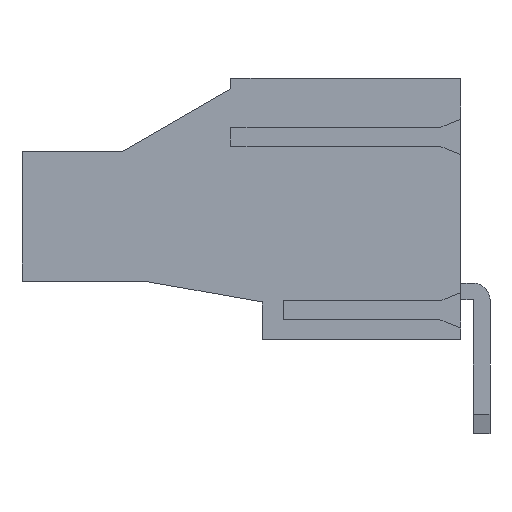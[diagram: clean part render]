
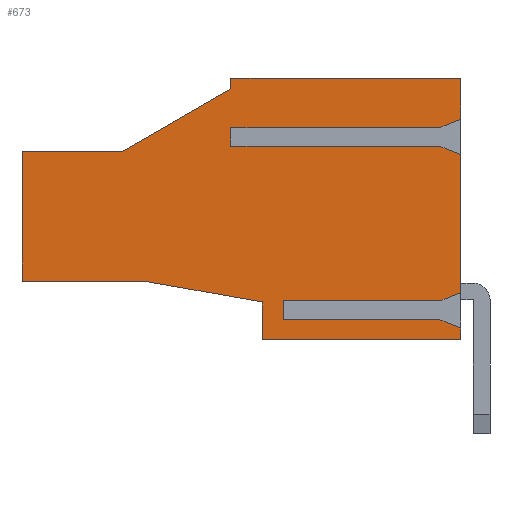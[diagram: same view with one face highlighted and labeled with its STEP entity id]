
A CAD part, left-side view. The second image highlights one B-rep face of the part: STEP entity #673.
In plain terms, the highlighted planar face has unit normal (-1, 0, 0).
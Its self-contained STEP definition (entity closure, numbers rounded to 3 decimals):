
#673 = ADVANCED_FACE( '', ( #1454 ), #1455, .T. );
#1454 = FACE_OUTER_BOUND( '', #2340, .T. );
#1455 = PLANE( '', #2341 );
#2340 = EDGE_LOOP( '', ( #4356, #4357, #4358, #4359, #4360, #4361, #4362, #4363, #4364, #4365, #4366, #4367, #4368, #4369, #4370, #4371, #4372, #4373, #4374, #4375, #4376, #4377 ) );
#2341 = AXIS2_PLACEMENT_3D( '', #4378, #4379, #4380 );
#4356 = ORIENTED_EDGE( '', *, *, #6134, .T. );
#4357 = ORIENTED_EDGE( '', *, *, #6032, .T. );
#4358 = ORIENTED_EDGE( '', *, *, #6019, .T. );
#4359 = ORIENTED_EDGE( '', *, *, #6135, .T. );
#4360 = ORIENTED_EDGE( '', *, *, #5954, .T. );
#4361 = ORIENTED_EDGE( '', *, *, #5313, .T. );
#4362 = ORIENTED_EDGE( '', *, *, #6136, .T. );
#4363 = ORIENTED_EDGE( '', *, *, #5932, .T. );
#4364 = ORIENTED_EDGE( '', *, *, #5744, .T. );
#4365 = ORIENTED_EDGE( '', *, *, #6137, .T. );
#4366 = ORIENTED_EDGE( '', *, *, #6138, .T. );
#4367 = ORIENTED_EDGE( '', *, *, #6112, .T. );
#4368 = ORIENTED_EDGE( '', *, *, #5698, .F. );
#4369 = ORIENTED_EDGE( '', *, *, #5508, .F. );
#4370 = ORIENTED_EDGE( '', *, *, #6038, .T. );
#4371 = ORIENTED_EDGE( '', *, *, #6139, .T. );
#4372 = ORIENTED_EDGE( '', *, *, #5998, .T. );
#4373 = ORIENTED_EDGE( '', *, *, #5375, .T. );
#4374 = ORIENTED_EDGE( '', *, *, #6029, .F. );
#4375 = ORIENTED_EDGE( '', *, *, #5769, .F. );
#4376 = ORIENTED_EDGE( '', *, *, #5548, .T. );
#4377 = ORIENTED_EDGE( '', *, *, #6140, .T. );
#4378 = CARTESIAN_POINT( '', ( -89.29, -83.045, -53.5 ) );
#4379 = DIRECTION( '', ( -1., 0., 0. ) );
#4380 = DIRECTION( '', ( 0., 1., 0. ) );
#5313 = EDGE_CURVE( '', #6371, #6375, #6377, .T. );
#5375 = EDGE_CURVE( '', #6491, #6489, #6492, .T. );
#5508 = EDGE_CURVE( '', #6719, #6720, #6721, .T. );
#5548 = EDGE_CURVE( '', #6789, #6787, #6790, .T. );
#5698 = EDGE_CURVE( '', #6720, #7031, #7032, .T. );
#5744 = EDGE_CURVE( '', #7102, #7100, #7103, .T. );
#5769 = EDGE_CURVE( '', #6789, #7143, #7144, .T. );
#5932 = EDGE_CURVE( '', #7379, #7102, #7380, .T. );
#5954 = EDGE_CURVE( '', #7409, #6371, #7410, .T. );
#5998 = EDGE_CURVE( '', #7476, #6491, #7477, .T. );
#6019 = EDGE_CURVE( '', #7504, #7505, #7506, .T. );
#6029 = EDGE_CURVE( '', #7143, #6489, #7519, .T. );
#6032 = EDGE_CURVE( '', #7522, #7504, #7523, .T. );
#6038 = EDGE_CURVE( '', #6719, #7530, #7531, .T. );
#6112 = EDGE_CURVE( '', #7621, #7031, #7622, .T. );
#6134 = EDGE_CURVE( '', #7647, #7522, #7648, .T. );
#6135 = EDGE_CURVE( '', #7505, #7409, #7649, .T. );
#6136 = EDGE_CURVE( '', #6375, #7379, #7650, .T. );
#6137 = EDGE_CURVE( '', #7100, #7651, #7652, .T. );
#6138 = EDGE_CURVE( '', #7651, #7621, #7653, .T. );
#6139 = EDGE_CURVE( '', #7530, #7476, #7654, .T. );
#6140 = EDGE_CURVE( '', #6787, #7647, #7655, .T. );
#6371 = VERTEX_POINT( '', #7925 );
#6375 = VERTEX_POINT( '', #7931 );
#6377 = LINE( '', #7934, #7935 );
#6489 = VERTEX_POINT( '', #8095 );
#6491 = VERTEX_POINT( '', #8098 );
#6492 = LINE( '', #8099, #8100 );
#6719 = VERTEX_POINT( '', #8418 );
#6720 = VERTEX_POINT( '', #8419 );
#6721 = LINE( '', #8420, #8421 );
#6787 = VERTEX_POINT( '', #8513 );
#6789 = VERTEX_POINT( '', #8516 );
#6790 = LINE( '', #8517, #8518 );
#7031 = VERTEX_POINT( '', #8870 );
#7032 = LINE( '', #8871, #8872 );
#7100 = VERTEX_POINT( '', #8973 );
#7102 = VERTEX_POINT( '', #8976 );
#7103 = LINE( '', #8977, #8978 );
#7143 = VERTEX_POINT( '', #9039 );
#7144 = LINE( '', #9040, #9041 );
#7379 = VERTEX_POINT( '', #9394 );
#7380 = LINE( '', #9395, #9396 );
#7409 = VERTEX_POINT( '', #9437 );
#7410 = LINE( '', #9438, #9439 );
#7476 = VERTEX_POINT( '', #9539 );
#7477 = LINE( '', #9540, #9541 );
#7504 = VERTEX_POINT( '', #9581 );
#7505 = VERTEX_POINT( '', #9582 );
#7506 = LINE( '', #9583, #9584 );
#7519 = LINE( '', #9603, #9604 );
#7522 = VERTEX_POINT( '', #9608 );
#7523 = LINE( '', #9609, #9610 );
#7530 = VERTEX_POINT( '', #9620 );
#7531 = LINE( '', #9621, #9622 );
#7621 = VERTEX_POINT( '', #9757 );
#7622 = LINE( '', #9758, #9759 );
#7647 = VERTEX_POINT( '', #9795 );
#7648 = LINE( '', #9796, #9797 );
#7649 = LINE( '', #9798, #9799 );
#7650 = LINE( '', #9800, #9801 );
#7651 = VERTEX_POINT( '', #9802 );
#7652 = LINE( '', #9803, #9804 );
#7653 = LINE( '', #9805, #9806 );
#7654 = LINE( '', #9807, #9808 );
#7655 = LINE( '', #9809, #9810 );
#7925 = CARTESIAN_POINT( '', ( -89.29, -83.045, -59.7 ) );
#7931 = CARTESIAN_POINT( '', ( -89.29, -88.874, -59.7 ) );
#7934 = CARTESIAN_POINT( '', ( -89.29, -88.874, -59.7 ) );
#7935 = VECTOR( '', #10110, 1000. );
#8095 = CARTESIAN_POINT( '', ( -89.29, -93.045, -53.25 ) );
#8098 = CARTESIAN_POINT( '', ( -89.29, -103.045, -53.25 ) );
#8099 = CARTESIAN_POINT( '', ( -89.29, -104.045, -53.25 ) );
#8100 = VECTOR( '', #10169, 1000. );
#8418 = CARTESIAN_POINT( '', ( -89.29, -103.045, -60.65 ) );
#8419 = CARTESIAN_POINT( '', ( -89.29, -95.545, -60.65 ) );
#8420 = CARTESIAN_POINT( '', ( -89.29, -106.545, -60.65 ) );
#8421 = VECTOR( '', #10306, 1000. );
#8513 = CARTESIAN_POINT( '', ( -89.29, -104.045, -51.956 ) );
#8516 = CARTESIAN_POINT( '', ( -89.29, -103.045, -52.35 ) );
#8517 = CARTESIAN_POINT( '', ( -89.29, -85.344, -59.329 ) );
#8518 = VECTOR( '', #10349, 1000. );
#8870 = CARTESIAN_POINT( '', ( -89.29, -95.545, -61.55 ) );
#8871 = CARTESIAN_POINT( '', ( -89.29, -95.545, -61.55 ) );
#8872 = VECTOR( '', #10479, 1000. );
#8973 = CARTESIAN_POINT( '', ( -89.29, -104.045, -62.5 ) );
#8976 = CARTESIAN_POINT( '', ( -89.29, -94.545, -62.5 ) );
#8977 = CARTESIAN_POINT( '', ( -89.29, -104.045, -62.5 ) );
#8978 = VECTOR( '', #10520, 1000. );
#9039 = CARTESIAN_POINT( '', ( -89.29, -93.045, -52.35 ) );
#9040 = CARTESIAN_POINT( '', ( -89.29, -104.045, -52.35 ) );
#9041 = VECTOR( '', #10542, 1000. );
#9394 = CARTESIAN_POINT( '', ( -89.29, -94.545, -60.7 ) );
#9395 = CARTESIAN_POINT( '', ( -89.29, -94.545, -62.5 ) );
#9396 = VECTOR( '', #10679, 1000. );
#9437 = CARTESIAN_POINT( '', ( -89.29, -83.045, -53.5 ) );
#9438 = CARTESIAN_POINT( '', ( -89.29, -83.045, -59.7 ) );
#9439 = VECTOR( '', #10701, 1000. );
#9539 = CARTESIAN_POINT( '', ( -89.29, -104.045, -53.644 ) );
#9540 = CARTESIAN_POINT( '', ( -89.29, -85.821, -46.459 ) );
#9541 = VECTOR( '', #10745, 1000. );
#9581 = CARTESIAN_POINT( '', ( -89.29, -93.045, -50.5 ) );
#9582 = CARTESIAN_POINT( '', ( -89.29, -87.849, -53.5 ) );
#9583 = CARTESIAN_POINT( '', ( -89.29, -87.849, -53.5 ) );
#9584 = VECTOR( '', #10762, 1000. );
#9603 = CARTESIAN_POINT( '', ( -89.29, -93.045, -53.25 ) );
#9604 = VECTOR( '', #10769, 1000. );
#9608 = CARTESIAN_POINT( '', ( -89.29, -93.045, -50. ) );
#9609 = CARTESIAN_POINT( '', ( -89.29, -93.045, -50.5 ) );
#9610 = VECTOR( '', #10771, 1000. );
#9620 = CARTESIAN_POINT( '', ( -89.29, -104.045, -60.256 ) );
#9621 = CARTESIAN_POINT( '', ( -89.29, -88.176, -66.512 ) );
#9622 = VECTOR( '', #10775, 1000. );
#9757 = CARTESIAN_POINT( '', ( -89.29, -103.045, -61.55 ) );
#9758 = CARTESIAN_POINT( '', ( -89.29, -106.545, -61.55 ) );
#9759 = VECTOR( '', #10830, 1000. );
#9795 = CARTESIAN_POINT( '', ( -89.29, -104.045, -50. ) );
#9796 = CARTESIAN_POINT( '', ( -89.29, -93.045, -50. ) );
#9797 = VECTOR( '', #10845, 1000. );
#9798 = CARTESIAN_POINT( '', ( -89.29, -83.045, -53.5 ) );
#9799 = VECTOR( '', #10846, 1000. );
#9800 = CARTESIAN_POINT( '', ( -89.29, -94.545, -60.7 ) );
#9801 = VECTOR( '', #10847, 1000. );
#9802 = CARTESIAN_POINT( '', ( -89.29, -104.045, -61.944 ) );
#9803 = CARTESIAN_POINT( '', ( -89.29, -104.045, -50. ) );
#9804 = VECTOR( '', #10848, 1000. );
#9805 = CARTESIAN_POINT( '', ( -89.29, -82.989, -53.643 ) );
#9806 = VECTOR( '', #10849, 1000. );
#9807 = CARTESIAN_POINT( '', ( -89.29, -104.045, -50. ) );
#9808 = VECTOR( '', #10850, 1000. );
#9809 = CARTESIAN_POINT( '', ( -89.29, -104.045, -50. ) );
#9810 = VECTOR( '', #10851, 1000. );
#10110 = DIRECTION( '', ( 0., -1., 0. ) );
#10169 = DIRECTION( '', ( 0., 1., 0. ) );
#10306 = DIRECTION( '', ( 0., 1., 0. ) );
#10349 = DIRECTION( '', ( 0., -0.93, 0.367 ) );
#10479 = DIRECTION( '', ( 0., 0., -1. ) );
#10520 = DIRECTION( '', ( 0., -1., 0. ) );
#10542 = DIRECTION( '', ( 0., 1., 0. ) );
#10679 = DIRECTION( '', ( 0., 0., -1. ) );
#10701 = DIRECTION( '', ( 0., 0., -1. ) );
#10745 = DIRECTION( '', ( 0., 0.93, 0.367 ) );
#10762 = DIRECTION( '', ( 0., 0.866, -0.5 ) );
#10769 = DIRECTION( '', ( 0., 0., -1. ) );
#10771 = DIRECTION( '', ( 0., 0., -1. ) );
#10775 = DIRECTION( '', ( 0., -0.93, 0.367 ) );
#10830 = DIRECTION( '', ( 0., 1., 0. ) );
#10845 = DIRECTION( '', ( 0., 1., 0. ) );
#10846 = DIRECTION( '', ( 0., 1., 0. ) );
#10847 = DIRECTION( '', ( 0., -0.985, -0.174 ) );
#10848 = DIRECTION( '', ( 0., 0., 1. ) );
#10849 = DIRECTION( '', ( 0., 0.93, 0.367 ) );
#10850 = DIRECTION( '', ( 0., 0., 1. ) );
#10851 = DIRECTION( '', ( 0., 0., 1. ) );
